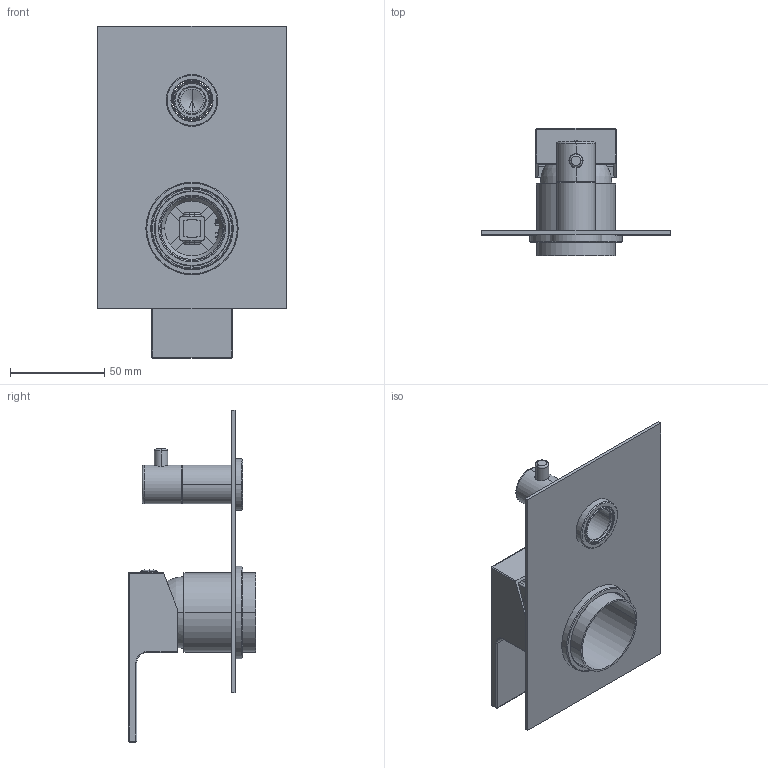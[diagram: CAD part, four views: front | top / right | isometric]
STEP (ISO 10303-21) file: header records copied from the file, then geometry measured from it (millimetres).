
FILE_DESCRIPTION((''),'2;1');
FILE_NAME('AQDR608E001','2022-09-01T18:15:48',('Michela Ferrini'),(''),'CREO PARAMETRIC BY PTC INC, 2020281','CREO PARAMETRIC BY PTC INC, 2020281','');
FILE_SCHEMA(('CONFIG_CONTROL_DESIGN'));
Length unit declared in the file: millimetre
Products named in the file (12): SINMAC0008; SCCMAC0005; AQDR005C002; SPLMAC0001; SDVMAC0005; AOTT005C003; AOTT005C004; AOTT608C001; AOTT608C002; AOTT608C003; AOTT608W001; AQDR608E001
Assembly tree (11 placements, depth 3):
  AQDR608E001
    SINMAC0008
    SCCMAC0005
    AQDR005C002
    SPLMAC0001
    SDVMAC0005
    AOTT005C003
    AOTT005C004
    AOTT608W001
      AOTT608C001
      AOTT608C002
      AOTT608C003
Bounding box: 100 x 67.5 x 176.25 mm (x, y, z)
Volume: 61012.4 mm3; surface area: 69131.1 mm2
Topology: 10 solids, 12 shells, 360 faces, 875 edges, 548 vertices
Faces by surface type: plane 123, cylinder 109, cone 47, torus 32, bspline 18, sphere 16, extrusion 15
Entity records: 12817 total; most frequent: CARTESIAN_POINT 4124, DIRECTION 1825, ORIENTED_EDGE 1696, EDGE_CURVE 852, AXIS2_PLACEMENT_3D 691, VERTEX_POINT 526, VECTOR 443, LINE 428
